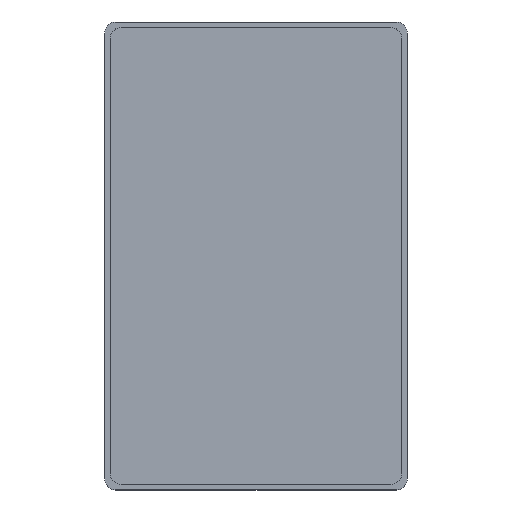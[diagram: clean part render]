
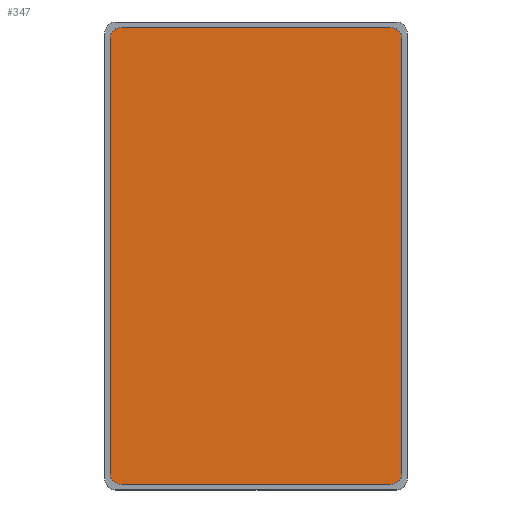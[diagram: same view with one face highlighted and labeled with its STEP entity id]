
A CAD part, top view. The second image highlights one B-rep face of the part: STEP entity #347.
In plain terms, the highlighted planar face has unit normal (0, 0, 1).
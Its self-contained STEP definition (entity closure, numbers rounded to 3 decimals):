
#25=PLANE('',#396);
#44=FACE_OUTER_BOUND('',#64,.T.);
#64=EDGE_LOOP('',(#306,#307,#308,#309,#310,#311,#312,#313));
#89=LINE('',#577,#121);
#92=LINE('',#585,#124);
#95=LINE('',#593,#127);
#97=LINE('',#599,#129);
#121=VECTOR('',#471,10.);
#124=VECTOR('',#480,10.);
#127=VECTOR('',#489,10.);
#129=VECTOR('',#497,10.);
#142=CIRCLE('',#385,2.);
#143=CIRCLE('',#388,2.);
#144=CIRCLE('',#391,2.);
#145=CIRCLE('',#394,2.);
#170=VERTEX_POINT('',#569);
#171=VERTEX_POINT('',#570);
#172=VERTEX_POINT('',#575);
#173=VERTEX_POINT('',#579);
#174=VERTEX_POINT('',#580);
#175=VERTEX_POINT('',#587);
#176=VERTEX_POINT('',#588);
#177=VERTEX_POINT('',#595);
#210=EDGE_CURVE('',#170,#171,#142,.T.);
#214=EDGE_CURVE('',#172,#171,#89,.T.);
#215=EDGE_CURVE('',#173,#174,#143,.T.);
#218=EDGE_CURVE('',#170,#174,#92,.T.);
#219=EDGE_CURVE('',#175,#176,#144,.T.);
#222=EDGE_CURVE('',#173,#176,#95,.T.);
#223=EDGE_CURVE('',#172,#177,#145,.T.);
#225=EDGE_CURVE('',#175,#177,#97,.T.);
#306=ORIENTED_EDGE('',*,*,#210,.T.);
#307=ORIENTED_EDGE('',*,*,#214,.F.);
#308=ORIENTED_EDGE('',*,*,#223,.T.);
#309=ORIENTED_EDGE('',*,*,#225,.F.);
#310=ORIENTED_EDGE('',*,*,#219,.T.);
#311=ORIENTED_EDGE('',*,*,#222,.F.);
#312=ORIENTED_EDGE('',*,*,#215,.T.);
#313=ORIENTED_EDGE('',*,*,#218,.F.);
#347=ADVANCED_FACE('',(#44),#25,.F.);
#385=AXIS2_PLACEMENT_3D('',#571,#464,#465);
#388=AXIS2_PLACEMENT_3D('',#581,#474,#475);
#391=AXIS2_PLACEMENT_3D('',#589,#483,#484);
#394=AXIS2_PLACEMENT_3D('',#596,#492,#493);
#396=AXIS2_PLACEMENT_3D('',#600,#498,#499);
#464=DIRECTION('center_axis',(0.,0.,1.));
#465=DIRECTION('ref_axis',(-0.707,0.707,0.));
#471=DIRECTION('',(0.,1.,0.));
#474=DIRECTION('center_axis',(0.,0.,1.));
#475=DIRECTION('ref_axis',(0.707,0.707,0.));
#480=DIRECTION('',(1.,0.,0.));
#483=DIRECTION('center_axis',(0.,0.,1.));
#484=DIRECTION('ref_axis',(0.707,-0.707,0.));
#489=DIRECTION('',(0.,-1.,0.));
#492=DIRECTION('center_axis',(0.,0.,1.));
#493=DIRECTION('ref_axis',(-0.707,-0.707,0.));
#497=DIRECTION('',(-1.,0.,0.));
#498=DIRECTION('center_axis',(0.,0.,-1.));
#499=DIRECTION('ref_axis',(-1.,0.,0.));
#569=CARTESIAN_POINT('',(-24.5,41.5,3.));
#570=CARTESIAN_POINT('',(-26.5,39.5,3.));
#571=CARTESIAN_POINT('Origin',(-24.5,39.5,3.));
#575=CARTESIAN_POINT('',(-26.5,-39.5,3.));
#577=CARTESIAN_POINT('',(-26.5,-41.5,3.));
#579=CARTESIAN_POINT('',(26.5,39.5,3.));
#580=CARTESIAN_POINT('',(24.5,41.5,3.));
#581=CARTESIAN_POINT('Origin',(24.5,39.5,3.));
#585=CARTESIAN_POINT('',(-26.5,41.5,3.));
#587=CARTESIAN_POINT('',(24.5,-41.5,3.));
#588=CARTESIAN_POINT('',(26.5,-39.5,3.));
#589=CARTESIAN_POINT('Origin',(24.5,-39.5,3.));
#593=CARTESIAN_POINT('',(26.5,41.5,3.));
#595=CARTESIAN_POINT('',(-24.5,-41.5,3.));
#596=CARTESIAN_POINT('Origin',(-24.5,-39.5,3.));
#599=CARTESIAN_POINT('',(26.5,-41.5,3.));
#600=CARTESIAN_POINT('Origin',(0.,0.,3.));
